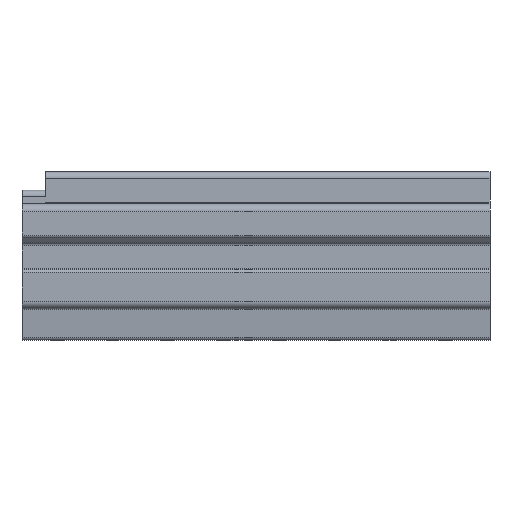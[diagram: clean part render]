
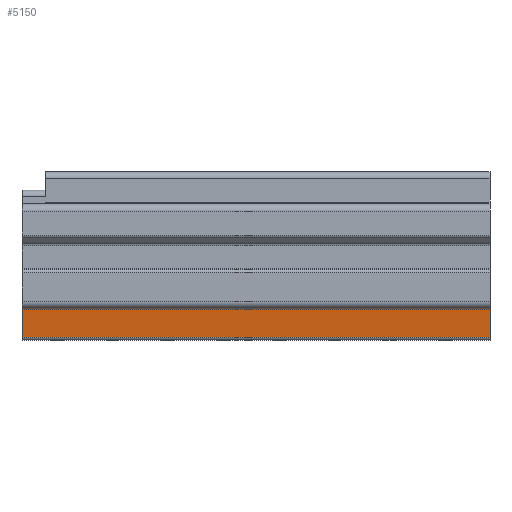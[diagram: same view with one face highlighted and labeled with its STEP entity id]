
A CAD part, left-side view. The second image highlights one B-rep face of the part: STEP entity #5150.
In plain terms, the highlighted planar face has unit normal (-0.995, 0, -0.105).
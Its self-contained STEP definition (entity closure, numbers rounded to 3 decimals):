
#497=DIRECTION('',(0.,1.,0.));
#498=VECTOR('',#497,29.5);
#499=CARTESIAN_POINT('',(-1.545,-28.,-3.35));
#500=LINE('',#499,#498);
#501=DIRECTION('',(0.,1.,0.));
#502=VECTOR('',#501,29.5);
#503=CARTESIAN_POINT('',(-1.359,-28.,-5.12));
#504=LINE('',#503,#502);
#1867=DIRECTION('',(-0.105,0.,0.995));
#1868=VECTOR('',#1867,1.78);
#1869=CARTESIAN_POINT('',(-1.359,-28.,-5.12));
#1870=LINE('',#1869,#1868);
#2743=DIRECTION('',(-0.105,0.,0.995));
#2744=VECTOR('',#2743,1.78);
#2745=CARTESIAN_POINT('',(-1.359,1.5,-5.12));
#2746=LINE('',#2745,#2744);
#3392=CARTESIAN_POINT('',(-1.359,-28.,-5.12));
#3394=VERTEX_POINT('',#3392);
#3395=CARTESIAN_POINT('',(-1.545,-28.,-3.35));
#3396=VERTEX_POINT('',#3395);
#4263=CARTESIAN_POINT('',(-1.359,1.5,-5.12));
#4264=VERTEX_POINT('',#4263);
#4265=CARTESIAN_POINT('',(-1.545,1.5,-3.35));
#4266=VERTEX_POINT('',#4265);
#5136=CARTESIAN_POINT('',(-1.359,0.,-5.12));
#5137=DIRECTION('',(-0.995,0.,-0.105));
#5138=DIRECTION('',(-0.105,0.,0.995));
#5139=AXIS2_PLACEMENT_3D('',#5136,#5137,#5138);
#5140=PLANE('',#5139);
#5142=ORIENTED_EDGE('',*,*,#5141,.T.);
#5144=ORIENTED_EDGE('',*,*,#5143,.T.);
#5145=ORIENTED_EDGE('',*,*,#5126,.F.);
#5147=ORIENTED_EDGE('',*,*,#5146,.F.);
#5148=EDGE_LOOP('',(#5142,#5144,#5145,#5147));
#5149=FACE_OUTER_BOUND('',#5148,.F.);
#5150=ADVANCED_FACE('',(#5149),#5140,.T.);
#5126=EDGE_CURVE('',#3396,#4266,#500,.T.);
#5141=EDGE_CURVE('',#3394,#4264,#504,.T.);
#5143=EDGE_CURVE('',#4264,#4266,#2746,.T.);
#5146=EDGE_CURVE('',#3394,#3396,#1870,.T.);
